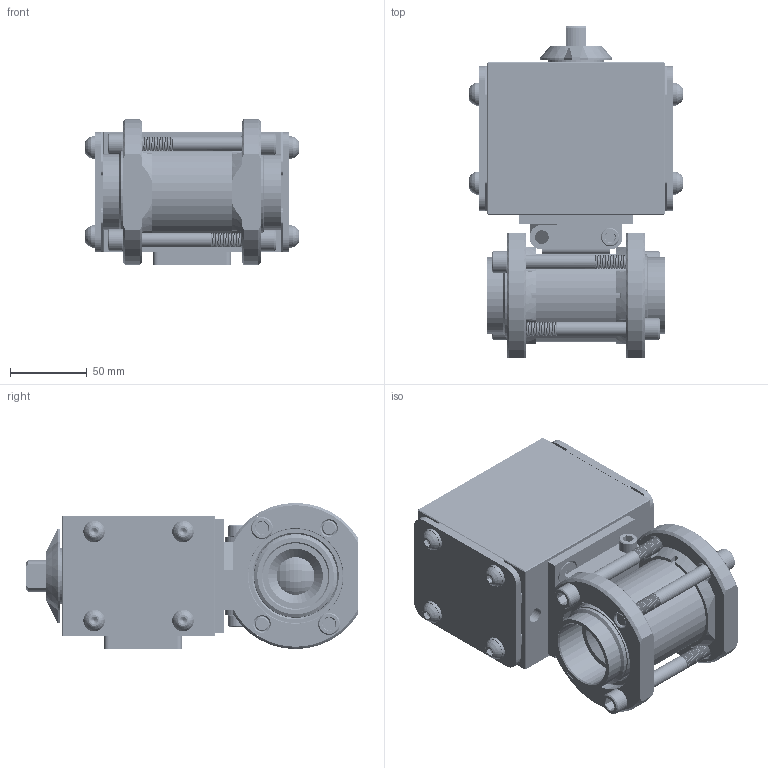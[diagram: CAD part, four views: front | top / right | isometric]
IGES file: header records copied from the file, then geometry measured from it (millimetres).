
Start section: SolidWorks IGES file using analytic representation for surfaces
Global section: file name: 21XXSWSA522D.igs; native system: SolidWorks 2017; preprocessor: SolidWorks 2017; author: ryanm; date: 180315.075700; units: inch
Bounding box: 139.51 x 216.09 x 95.25 mm (x, y, z)
Surface area: 309163.7 mm2 (no closed solid volume)
Topology: 0 solids, 0 shells, 2386 faces, 44749 edges, 44684 vertices
Faces by surface type: revolution 1628, bspline 758
